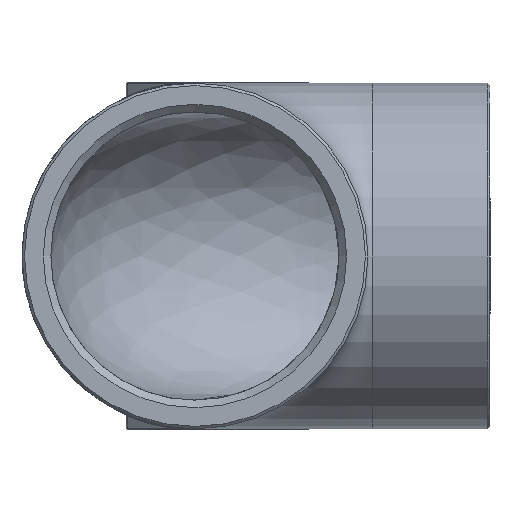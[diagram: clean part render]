
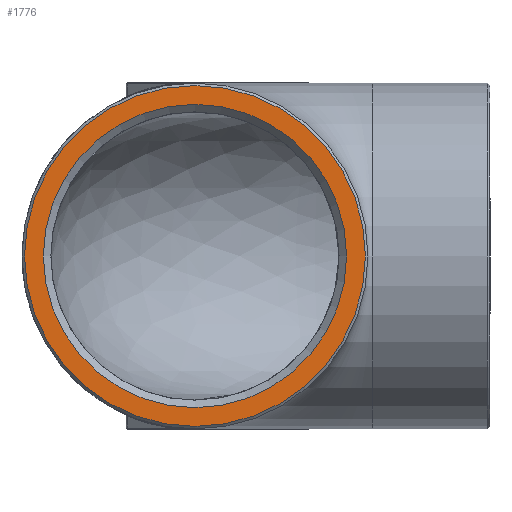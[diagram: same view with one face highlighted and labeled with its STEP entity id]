
A CAD part, front view. The second image highlights one B-rep face of the part: STEP entity #1776.
In plain terms, the highlighted planar face has unit normal (0, -1, 0).
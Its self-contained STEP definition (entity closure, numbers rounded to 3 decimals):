
#773 = AXIS2_PLACEMENT_3D ( 'NONE', #5010, #12319, #17967 ) ;
#1771 = PLANE ( 'NONE',  #773 ) ;
#1776 = ADVANCED_FACE ( 'NONE', ( #21481, #3565 ), #1771, .F. ) ;
#1975 = CARTESIAN_POINT ( 'NONE',  ( 0., 0., 0. ) ) ;
#2716 = VERTEX_POINT ( 'NONE', #16878 ) ;
#3042 = EDGE_LOOP ( 'NONE', ( #17749 ) ) ;
#3565 = FACE_BOUND ( 'NONE', #12393, .T. ) ;
#5010 = CARTESIAN_POINT ( 'NONE',  ( 0., 0., 0. ) ) ;
#5572 = DIRECTION ( 'NONE',  ( 0., 0., 1. ) ) ;
#6305 = CARTESIAN_POINT ( 'NONE',  ( 0., 0., -29.807 ) ) ;
#8593 = CIRCLE ( 'NONE', #21688, 29.807 ) ;
#10015 = ORIENTED_EDGE ( 'NONE', *, *, #15794, .F. ) ;
#12319 = DIRECTION ( 'NONE',  ( 0., 1., 0. ) ) ;
#12393 = EDGE_LOOP ( 'NONE', ( #10015 ) ) ;
#12883 = DIRECTION ( 'NONE',  ( 0., 0., -1. ) ) ;
#13307 = AXIS2_PLACEMENT_3D ( 'NONE', #22051, #21823, #5572 ) ;
#15794 = EDGE_CURVE ( 'NONE', #22784, #22784, #8593, .T. ) ;
#16878 = CARTESIAN_POINT ( 'NONE',  ( 0., 0., 33.5 ) ) ;
#17749 = ORIENTED_EDGE ( 'NONE', *, *, #18054, .T. ) ;
#17967 = DIRECTION ( 'NONE',  ( 0., 0., 1. ) ) ;
#18054 = EDGE_CURVE ( 'NONE', #2716, #2716, #23337, .T. ) ;
#21481 = FACE_OUTER_BOUND ( 'NONE', #3042, .T. ) ;
#21688 = AXIS2_PLACEMENT_3D ( 'NONE', #1975, #22050, #12883 ) ;
#21823 = DIRECTION ( 'NONE',  ( 0., -1., 0. ) ) ;
#22050 = DIRECTION ( 'NONE',  ( 0., -1., 0. ) ) ;
#22051 = CARTESIAN_POINT ( 'NONE',  ( 0., 0., 0. ) ) ;
#22784 = VERTEX_POINT ( 'NONE', #6305 ) ;
#23337 = CIRCLE ( 'NONE', #13307, 33.5 ) ;
